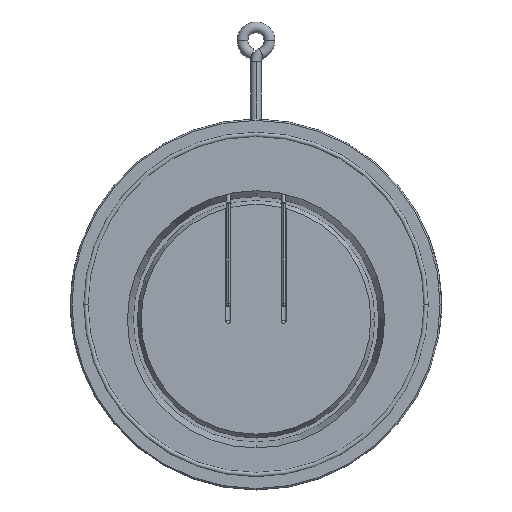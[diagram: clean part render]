
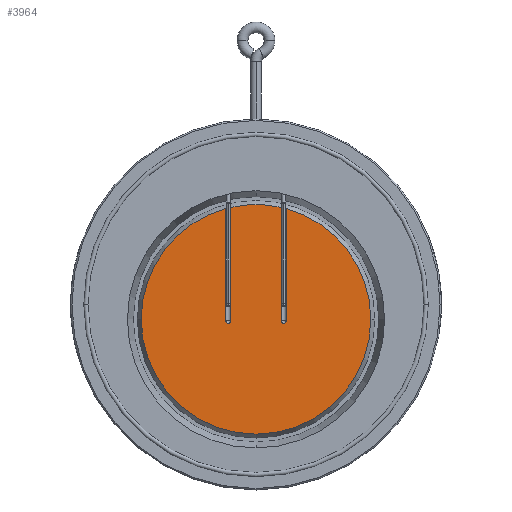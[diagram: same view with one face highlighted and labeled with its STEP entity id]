
A CAD part, top view. The second image highlights one B-rep face of the part: STEP entity #3964.
In plain terms, the highlighted planar face has unit normal (0, 0, 1).
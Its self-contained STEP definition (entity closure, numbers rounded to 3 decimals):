
#10 = DIRECTION ( 'NONE',  ( 1., 0., 0. ) ) ;
#26 = VECTOR ( 'NONE', #7113, 1000. ) ;
#114 = DIRECTION ( 'NONE',  ( 1., 0., 0. ) ) ;
#207 = EDGE_CURVE ( 'NONE', #6189, #8412, #6724, .T. ) ;
#220 = CARTESIAN_POINT ( 'NONE',  ( 18.669, 72.041, -0.505 ) ) ;
#364 = EDGE_CURVE ( 'NONE', #8125, #2899, #5272, .T. ) ;
#390 = CARTESIAN_POINT ( 'NONE',  ( -18.669, 72.041, -0.505 ) ) ;
#599 = CIRCLE ( 'NONE', #4139, 85.113 ) ;
#684 = CARTESIAN_POINT ( 'NONE',  ( 22.331, -12.169, -0.505 ) ) ;
#692 = EDGE_CURVE ( 'NONE', #1727, #4260, #6882, .T. ) ;
#885 = CARTESIAN_POINT ( 'NONE',  ( -18.669, -12.169, -0.505 ) ) ;
#906 = DIRECTION ( 'NONE',  ( 0., 0., -1. ) ) ;
#954 = CIRCLE ( 'NONE', #2252, 85.113 ) ;
#1030 = AXIS2_PLACEMENT_3D ( 'NONE', #1624, #906, #114 ) ;
#1135 = CARTESIAN_POINT ( 'NONE',  ( -22.331, 71.131, -0.505 ) ) ;
#1267 = EDGE_CURVE ( 'NONE', #7035, #3213, #599, .T. ) ;
#1452 = DIRECTION ( 'NONE',  ( 0., 0., -1. ) ) ;
#1624 = CARTESIAN_POINT ( 'NONE',  ( -20.5, -12.169, -0.505 ) ) ;
#1659 = CARTESIAN_POINT ( 'NONE',  ( -18.669, -14., -0.505 ) ) ;
#1727 = VERTEX_POINT ( 'NONE', #7877 ) ;
#1728 = ORIENTED_EDGE ( 'NONE', *, *, #5897, .T. ) ;
#1743 = VECTOR ( 'NONE', #6008, 1000. ) ;
#1757 = CARTESIAN_POINT ( 'NONE',  ( 0., -11., -0.505 ) ) ;
#2220 = CARTESIAN_POINT ( 'NONE',  ( 20.5, -12.169, -0.505 ) ) ;
#2235 = ORIENTED_EDGE ( 'NONE', *, *, #3512, .F. ) ;
#2252 = AXIS2_PLACEMENT_3D ( 'NONE', #7144, #6998, #5460 ) ;
#2614 = VECTOR ( 'NONE', #7461, 1000. ) ;
#2712 = EDGE_LOOP ( 'NONE', ( #6948, #1728, #4250, #6394, #6990, #2780, #8318, #6661, #2235, #6832 ) ) ;
#2780 = ORIENTED_EDGE ( 'NONE', *, *, #5185, .F. ) ;
#2899 = VERTEX_POINT ( 'NONE', #3908 ) ;
#2900 = EDGE_CURVE ( 'NONE', #4260, #6189, #954, .T. ) ;
#3213 = VERTEX_POINT ( 'NONE', #220 ) ;
#3275 = CARTESIAN_POINT ( 'NONE',  ( 18.669, -14., -0.505 ) ) ;
#3354 = CARTESIAN_POINT ( 'NONE',  ( 0., -11., -0.505 ) ) ;
#3512 = EDGE_CURVE ( 'NONE', #3213, #2899, #4403, .T. ) ;
#3908 = CARTESIAN_POINT ( 'NONE',  ( 18.669, -12.169, -0.505 ) ) ;
#3964 = ADVANCED_FACE ( 'NONE', ( #9437 ), #7121, .T. ) ;
#4139 = AXIS2_PLACEMENT_3D ( 'NONE', #3354, #9511, #8058 ) ;
#4249 = CIRCLE ( 'NONE', #1030, 1.831 ) ;
#4250 = ORIENTED_EDGE ( 'NONE', *, *, #207, .F. ) ;
#4260 = VERTEX_POINT ( 'NONE', #8973 ) ;
#4403 = LINE ( 'NONE', #3275, #4413 ) ;
#4413 = VECTOR ( 'NONE', #9705, 1000. ) ;
#4419 = AXIS2_PLACEMENT_3D ( 'NONE', #7782, #6265, #10 ) ;
#4461 = LINE ( 'NONE', #5218, #2614 ) ;
#4522 = DIRECTION ( 'NONE',  ( -1., 0., 0. ) ) ;
#4679 = LINE ( 'NONE', #1659, #26 ) ;
#5185 = EDGE_CURVE ( 'NONE', #5525, #1727, #6374, .T. ) ;
#5218 = CARTESIAN_POINT ( 'NONE',  ( 22.331, -14., -0.505 ) ) ;
#5272 = CIRCLE ( 'NONE', #7720, 1.831 ) ;
#5285 = DIRECTION ( 'NONE',  ( 0., 0., -1. ) ) ;
#5460 = DIRECTION ( 'NONE',  ( -1., 0., 0. ) ) ;
#5525 = VERTEX_POINT ( 'NONE', #9374 ) ;
#5737 = DIRECTION ( 'NONE',  ( -1., 0., 0. ) ) ;
#5897 = EDGE_CURVE ( 'NONE', #9605, #8412, #4249, .T. ) ;
#6008 = DIRECTION ( 'NONE',  ( 0., -1., 0. ) ) ;
#6189 = VERTEX_POINT ( 'NONE', #1135 ) ;
#6265 = DIRECTION ( 'NONE',  ( 0., 0., 1. ) ) ;
#6374 = CIRCLE ( 'NONE', #7673, 85.113 ) ;
#6394 = ORIENTED_EDGE ( 'NONE', *, *, #2900, .F. ) ;
#6485 = DIRECTION ( 'NONE',  ( 1., 0., 0. ) ) ;
#6561 = AXIS2_PLACEMENT_3D ( 'NONE', #1757, #7912, #5737 ) ;
#6661 = ORIENTED_EDGE ( 'NONE', *, *, #364, .T. ) ;
#6724 = LINE ( 'NONE', #8337, #1743 ) ;
#6832 = ORIENTED_EDGE ( 'NONE', *, *, #1267, .F. ) ;
#6868 = EDGE_CURVE ( 'NONE', #9605, #7035, #4679, .T. ) ;
#6882 = CIRCLE ( 'NONE', #6561, 85.113 ) ;
#6948 = ORIENTED_EDGE ( 'NONE', *, *, #6868, .F. ) ;
#6990 = ORIENTED_EDGE ( 'NONE', *, *, #692, .F. ) ;
#6998 = DIRECTION ( 'NONE',  ( 0., 0., -1. ) ) ;
#7035 = VERTEX_POINT ( 'NONE', #390 ) ;
#7113 = DIRECTION ( 'NONE',  ( 0., 1., 0. ) ) ;
#7121 = PLANE ( 'NONE',  #4419 ) ;
#7144 = CARTESIAN_POINT ( 'NONE',  ( 0., -11., -0.505 ) ) ;
#7461 = DIRECTION ( 'NONE',  ( 0., 1., 0. ) ) ;
#7673 = AXIS2_PLACEMENT_3D ( 'NONE', #8273, #1452, #4522 ) ;
#7720 = AXIS2_PLACEMENT_3D ( 'NONE', #2220, #5285, #6485 ) ;
#7782 = CARTESIAN_POINT ( 'NONE',  ( 0., 74.113, -0.505 ) ) ;
#7877 = CARTESIAN_POINT ( 'NONE',  ( 85.113, -11., -0.505 ) ) ;
#7912 = DIRECTION ( 'NONE',  ( 0., 0., -1. ) ) ;
#8058 = DIRECTION ( 'NONE',  ( -1., 0., 0. ) ) ;
#8125 = VERTEX_POINT ( 'NONE', #684 ) ;
#8273 = CARTESIAN_POINT ( 'NONE',  ( 0., -11., -0.505 ) ) ;
#8318 = ORIENTED_EDGE ( 'NONE', *, *, #9514, .F. ) ;
#8337 = CARTESIAN_POINT ( 'NONE',  ( -22.331, -14., -0.505 ) ) ;
#8412 = VERTEX_POINT ( 'NONE', #8735 ) ;
#8735 = CARTESIAN_POINT ( 'NONE',  ( -22.331, -12.169, -0.505 ) ) ;
#8973 = CARTESIAN_POINT ( 'NONE',  ( -85.113, -11., -0.505 ) ) ;
#9374 = CARTESIAN_POINT ( 'NONE',  ( 22.331, 71.131, -0.505 ) ) ;
#9437 = FACE_OUTER_BOUND ( 'NONE', #2712, .T. ) ;
#9511 = DIRECTION ( 'NONE',  ( 0., 0., -1. ) ) ;
#9514 = EDGE_CURVE ( 'NONE', #8125, #5525, #4461, .T. ) ;
#9605 = VERTEX_POINT ( 'NONE', #885 ) ;
#9705 = DIRECTION ( 'NONE',  ( 0., -1., 0. ) ) ;
